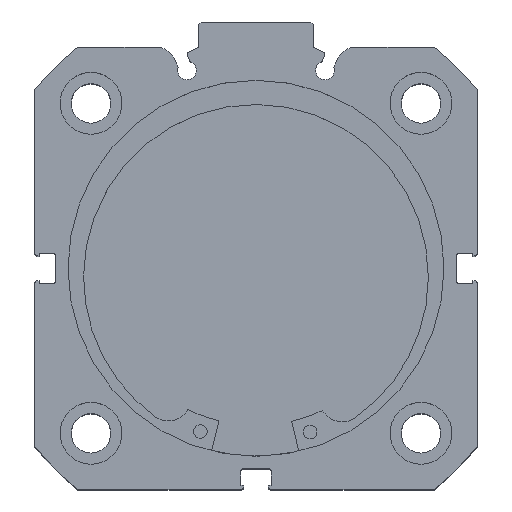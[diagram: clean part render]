
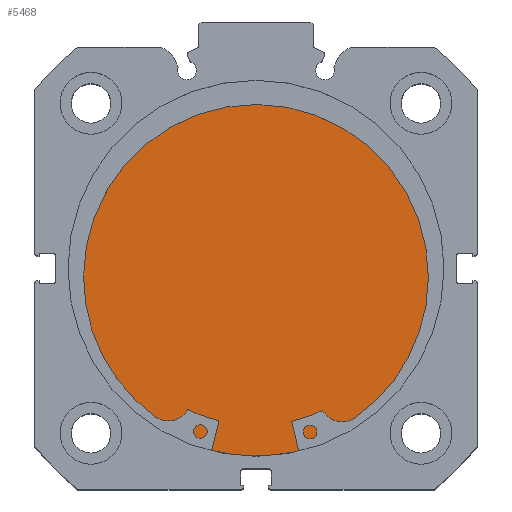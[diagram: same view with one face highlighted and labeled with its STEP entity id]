
A CAD part, top view. The second image highlights one B-rep face of the part: STEP entity #5468.
In plain terms, the highlighted face is planar.
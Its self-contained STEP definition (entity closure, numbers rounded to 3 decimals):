
#491 = DIRECTION ( 'NONE',  ( 0., 0., 1. ) ) ;
#492 = DIRECTION ( 'NONE',  ( -1., 0., 0. ) ) ;
#495 = PLANE ( 'NONE',  #2875 ) ;
#496 = CARTESIAN_POINT ( 'NONE',  ( 12., 41., 0. ) ) ;
#887 = DIRECTION ( 'NONE',  ( 0., 0., 1. ) ) ;
#888 = DIRECTION ( 'NONE',  ( -1., 0., 0. ) ) ;
#891 = CARTESIAN_POINT ( 'NONE',  ( 12., 0., 0. ) ) ;
#932 = DIRECTION ( 'NONE',  ( 0., 0., 1. ) ) ;
#933 = DIRECTION ( 'NONE',  ( -1., 0., 0. ) ) ;
#937 = CARTESIAN_POINT ( 'NONE',  ( 12., 0., 0. ) ) ;
#1316 = ORIENTED_EDGE ( 'NONE', *, *, #2644, .F. ) ;
#1317 = ORIENTED_EDGE ( 'NONE', *, *, #2632, .F. ) ;
#1770 = EDGE_LOOP ( 'NONE', ( #1317, #1316 ) ) ;
#2186 = CIRCLE ( 'NONE', #2794, 41. ) ;
#2201 = CIRCLE ( 'NONE', #2802, 41. ) ;
#2371 = FACE_OUTER_BOUND ( 'NONE', #1770, .T. ) ;
#2632 = EDGE_CURVE ( 'NONE', #6366, #6365, #2186, .T. ) ;
#2644 = EDGE_CURVE ( 'NONE', #6365, #6366, #2201, .T. ) ;
#2794 = AXIS2_PLACEMENT_3D ( 'NONE', #937, #933, #932 ) ;
#2802 = AXIS2_PLACEMENT_3D ( 'NONE', #891, #888, #887 ) ;
#2875 = AXIS2_PLACEMENT_3D ( 'NONE', #496, #492, #491 ) ;
#5160 = CARTESIAN_POINT ( 'NONE',  ( 12., 0., 41. ) ) ;
#5164 = CARTESIAN_POINT ( 'NONE',  ( 12., 0., -41. ) ) ;
#5468 = ADVANCED_FACE ( 'NONE', ( #2371 ), #495, .F. ) ;
#6365 = VERTEX_POINT ( 'NONE', #5164 ) ;
#6366 = VERTEX_POINT ( 'NONE', #5160 ) ;
